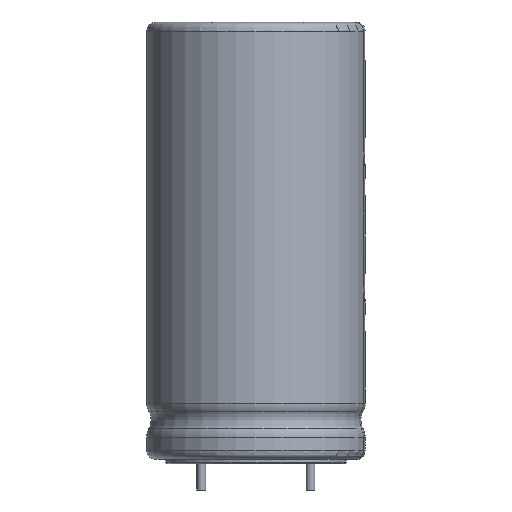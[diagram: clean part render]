
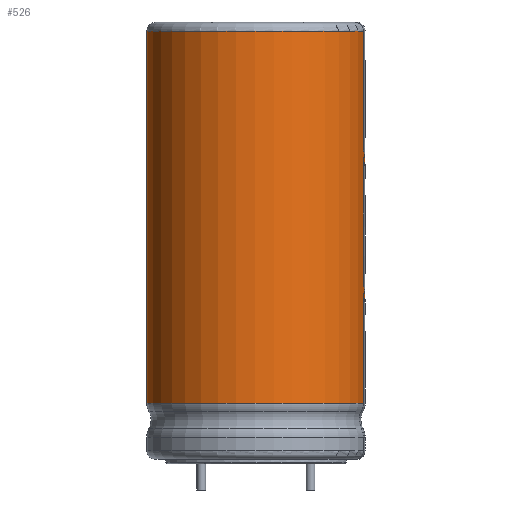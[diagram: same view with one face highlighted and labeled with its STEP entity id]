
A CAD part, front view. The second image highlights one B-rep face of the part: STEP entity #526.
In plain terms, the highlighted cylindrical face has radius 12.5 mm (diameter 25 mm), a full revolution.
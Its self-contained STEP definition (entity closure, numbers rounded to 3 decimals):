
#377=CARTESIAN_POINT('',(12.27,2.387,20.515));
#378=VERTEX_POINT('',#377);
#379=CARTESIAN_POINT('',(12.27,2.387,35.03));
#380=VERTEX_POINT('',#379);
#381=CARTESIAN_POINT('',(12.27,2.387,50.5));
#382=DIRECTION('',(0.0,0.0,1.0));
#383=VECTOR('',#382,1.0);
#384=LINE('',#381,#383);
#385=EDGE_CURVE('n� 366',#378,#380,#384,.T.);
#386=ORIENTED_EDGE('',*,*,#385,.F.);
#387=CARTESIAN_POINT('',(12.5,-0.0,18.007));
#388=VERTEX_POINT('',#387);
#389=CARTESIAN_POINT('',(0.0,0.0,18.007));
#390=DIRECTION('',(0.0,-0.724,0.689));
#391=DIRECTION('',(0.0,-0.689,-0.724));
#392=AXIS2_PLACEMENT_3D('',#389,#390,#391);
#393=ELLIPSE('',#392,18.134,12.5);
#394=EDGE_CURVE('n� 391',#388,#378,#393,.T.);
#395=ORIENTED_EDGE('',*,*,#394,.F.);
#396=CARTESIAN_POINT('',(12.27,-2.387,20.515));
#397=VERTEX_POINT('',#396);
#398=CARTESIAN_POINT('',(0.0,0.0,18.007));
#399=DIRECTION('',(-0.0,0.724,0.689));
#400=DIRECTION('',(-0.0,0.689,-0.724));
#401=AXIS2_PLACEMENT_3D('',#398,#399,#400);
#402=ELLIPSE('',#401,18.134,12.5);
#403=EDGE_CURVE('n� 386',#397,#388,#402,.T.);
#404=ORIENTED_EDGE('',*,*,#403,.F.);
#405=CARTESIAN_POINT('',(12.27,-2.387,35.03));
#406=VERTEX_POINT('',#405);
#407=CARTESIAN_POINT('',(12.27,-2.387,50.5));
#408=DIRECTION('',(0.0,0.0,-1.0));
#409=VECTOR('',#408,1.0);
#410=LINE('',#407,#409);
#411=EDGE_CURVE('n� 381',#406,#397,#410,.T.);
#412=ORIENTED_EDGE('',*,*,#411,.F.);
#413=CARTESIAN_POINT('',(12.5,0.0,32.643));
#414=VERTEX_POINT('',#413);
#415=CARTESIAN_POINT('',(0.0,0.0,32.643));
#416=DIRECTION('',(0.0,-0.707,-0.707));
#417=DIRECTION('',(-0.0,0.707,-0.707));
#418=AXIS2_PLACEMENT_3D('',#415,#416,#417);
#419=ELLIPSE('',#418,17.678,12.5);
#420=EDGE_CURVE('n� 376',#414,#406,#419,.T.);
#421=ORIENTED_EDGE('',*,*,#420,.F.);
#422=CARTESIAN_POINT('',(0.0,0.0,32.643));
#423=DIRECTION('',(0.0,0.707,-0.707));
#424=DIRECTION('',(-0.0,-0.707,-0.707));
#425=AXIS2_PLACEMENT_3D('',#422,#423,#424);
#426=ELLIPSE('',#425,17.678,12.5);
#427=EDGE_CURVE('n� 371',#380,#414,#426,.T.);
#428=ORIENTED_EDGE('',*,*,#427,.F.);
#429=EDGE_LOOP('',(#386,#395,#404,#412,#421,#428));
#430=FACE_OUTER_BOUND('',#429,.T.);
#431=CARTESIAN_POINT('',(12.27,2.387,6.936));
#432=VERTEX_POINT('',#431);
#433=CARTESIAN_POINT('',(12.27,2.387,19.506));
#434=VERTEX_POINT('',#433);
#435=CARTESIAN_POINT('',(12.27,2.387,50.5));
#436=DIRECTION('',(-0.0,0.0,1.0));
#437=VECTOR('',#436,1.0);
#438=LINE('',#435,#437);
#439=EDGE_CURVE('n� 1223',#432,#434,#438,.T.);
#440=ORIENTED_EDGE('',*,*,#439,.F.);
#441=CARTESIAN_POINT('',(12.27,-2.387,6.936));
#442=VERTEX_POINT('',#441);
#443=CARTESIAN_POINT('',(0.0,0.0,6.936));
#444=DIRECTION('',(0.0,0.0,1.0));
#445=DIRECTION('',(-1.0,0.0,0.0));
#446=AXIS2_PLACEMENT_3D('',#443,#444,#445);
#447=CIRCLE('',#446,12.5);
#448=EDGE_CURVE('n� 1062',#432,#442,#447,.T.);
#449=ORIENTED_EDGE('',*,*,#448,.T.);
#450=CARTESIAN_POINT('',(12.27,-2.387,19.506));
#451=VERTEX_POINT('',#450);
#452=CARTESIAN_POINT('',(12.27,-2.387,50.5));
#453=DIRECTION('',(0.0,0.0,-1.0));
#454=VECTOR('',#453,1.0);
#455=LINE('',#452,#454);
#456=EDGE_CURVE('n� 1231',#451,#442,#455,.T.);
#457=ORIENTED_EDGE('',*,*,#456,.F.);
#458=CARTESIAN_POINT('',(12.5,-0.0,17.119));
#459=VERTEX_POINT('',#458);
#460=CARTESIAN_POINT('',(0.0,0.0,17.119));
#461=DIRECTION('',(0.0,-0.707,-0.707));
#462=DIRECTION('',(-0.0,0.707,-0.707));
#463=AXIS2_PLACEMENT_3D('',#460,#461,#462);
#464=ELLIPSE('',#463,17.678,12.5);
#465=EDGE_CURVE('n� 1099',#459,#451,#464,.T.);
#466=ORIENTED_EDGE('',*,*,#465,.F.);
#467=CARTESIAN_POINT('',(0.0,0.0,17.119));
#468=DIRECTION('',(0.0,0.707,-0.707));
#469=DIRECTION('',(-0.0,-0.707,-0.707));
#470=AXIS2_PLACEMENT_3D('',#467,#468,#469);
#471=ELLIPSE('',#470,17.678,12.5);
#472=EDGE_CURVE('n� 1103',#434,#459,#471,.T.);
#473=ORIENTED_EDGE('',*,*,#472,.F.);
#474=EDGE_LOOP('',(#440,#449,#457,#466,#473));
#475=FACE_BOUND('',#474,.T.);
#476=CARTESIAN_POINT('',(12.27,2.387,36.033));
#477=VERTEX_POINT('',#476);
#478=CARTESIAN_POINT('',(12.27,2.387,49.5));
#479=VERTEX_POINT('',#478);
#480=CARTESIAN_POINT('',(12.27,2.387,50.5));
#481=DIRECTION('',(-0.0,0.0,1.0));
#482=VECTOR('',#481,1.0);
#483=LINE('',#480,#482);
#484=EDGE_CURVE('n� 1747',#477,#479,#483,.T.);
#485=ORIENTED_EDGE('',*,*,#484,.F.);
#486=CARTESIAN_POINT('',(12.5,0.0,33.525));
#487=VERTEX_POINT('',#486);
#488=CARTESIAN_POINT('',(0.0,0.0,33.525));
#489=DIRECTION('',(0.0,-0.724,0.689));
#490=DIRECTION('',(0.0,-0.689,-0.724));
#491=AXIS2_PLACEMENT_3D('',#488,#489,#490);
#492=ELLIPSE('',#491,18.134,12.5);
#493=EDGE_CURVE('n� 1657',#487,#477,#492,.T.);
#494=ORIENTED_EDGE('',*,*,#493,.F.);
#495=CARTESIAN_POINT('',(12.27,-2.387,36.033));
#496=VERTEX_POINT('',#495);
#497=CARTESIAN_POINT('',(0.0,0.0,33.525));
#498=DIRECTION('',(-0.0,0.724,0.689));
#499=DIRECTION('',(-0.0,0.689,-0.724));
#500=AXIS2_PLACEMENT_3D('',#497,#498,#499);
#501=ELLIPSE('',#500,18.134,12.5);
#502=EDGE_CURVE('n� 1661',#496,#487,#501,.T.);
#503=ORIENTED_EDGE('',*,*,#502,.F.);
#504=CARTESIAN_POINT('',(12.27,-2.387,49.5));
#505=VERTEX_POINT('',#504);
#506=CARTESIAN_POINT('',(12.27,-2.387,50.5));
#507=DIRECTION('',(-0.0,0.0,-1.0));
#508=VECTOR('',#507,1.0);
#509=LINE('',#506,#508);
#510=EDGE_CURVE('n� 1753',#505,#496,#509,.T.);
#511=ORIENTED_EDGE('',*,*,#510,.F.);
#512=CARTESIAN_POINT('',(0.0,0.0,49.5));
#513=DIRECTION('',(-0.0,-0.0,-1.0));
#514=DIRECTION('',(1.0,0.0,-0.0));
#515=AXIS2_PLACEMENT_3D('',#512,#513,#514);
#516=CIRCLE('',#515,12.5);
#517=EDGE_CURVE('n� 106',#505,#479,#516,.T.);
#518=ORIENTED_EDGE('',*,*,#517,.T.);
#519=EDGE_LOOP('',(#485,#494,#503,#511,#518));
#520=FACE_BOUND('',#519,.T.);
#521=CARTESIAN_POINT('',(0.0,0.0,50.5));
#522=DIRECTION('',(-0.0,-0.0,-1.0));
#523=DIRECTION('',(-1.0,0.0,0.0));
#524=AXIS2_PLACEMENT_3D('',#521,#522,#523);
#525=CYLINDRICAL_SURFACE('',#524,12.5);
#526=ADVANCED_FACE('n� 1667',(#430,#475,#520),#525,.T.);
